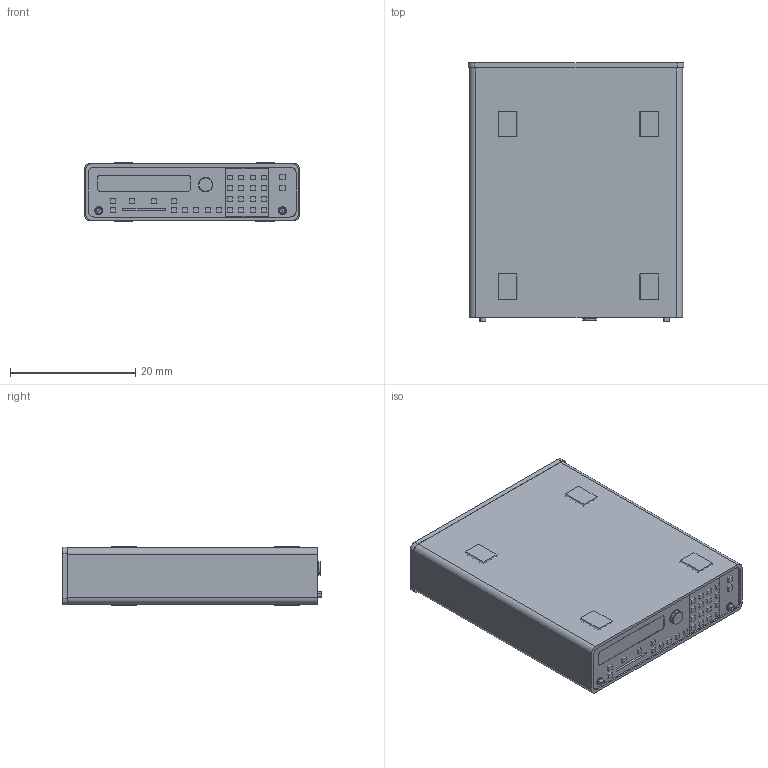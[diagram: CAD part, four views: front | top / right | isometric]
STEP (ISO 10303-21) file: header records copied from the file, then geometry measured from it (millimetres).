
FILE_DESCRIPTION(/* description */ (''),/* implementation_level */ '2;1');
FILE_NAME(/* name */ 'Generador de funciones',/* time_stamp */ '2020-07-09T17:44:55-05:00',/* author */ (''),/* organization */ (''),/* preprocessor_version */ 'ST-DEVELOPER v15',/* originating_system */ '',/* authorisation */ '');
FILE_SCHEMA (('AUTOMOTIVE_DESIGN'));
Length unit declared in the file: millimetre
Products named in the file (1): Document
Bounding box: 34.46 x 41.37 x 9.54 mm (x, y, z)
Volume: 12478.8 mm3; surface area: 12092.7 mm2
Topology: 47 solids, 47 shells, 379 faces, 829 edges, 552 vertices
Faces by surface type: plane 289, bspline 90
Entity records: 9709 total; most frequent: CARTESIAN_POINT 3949, ORIENTED_EDGE 1654, EDGE_CURVE 827, VERTEX_POINT 551, B_SPLINE_CURVE_WITH_KNOTS 537, EDGE_LOOP 387, ADVANCED_FACE 379, FACE_OUTER_BOUND 379
